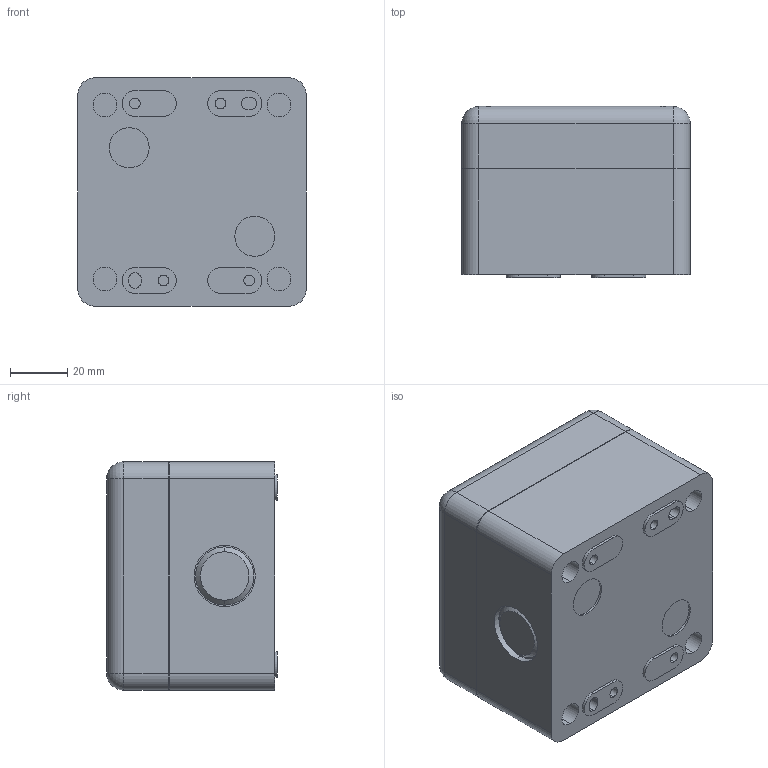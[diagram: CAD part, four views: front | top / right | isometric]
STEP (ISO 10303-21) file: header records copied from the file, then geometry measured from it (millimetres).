
FILE_DESCRIPTION (( 'STEP AP214' ), '1' );
FILE_NAME ('A22NZ_A_B01Y.step', '2014-06-23T06:42:29', ( 'OSMC2.0' ), ( ' ' ), 'SwSTEP 2.0', 'SolidWorks 2005204', '' );
FILE_SCHEMA (( 'AUTOMOTIVE_DESIGN' ));
Length unit declared in the file: millimetre
Products named in the file (1): A22NZ_A_B01Y
Bounding box: 80 x 59.9 x 80 mm (x, y, z)
Volume: 119490 mm3; surface area: 60314.9 mm2
Topology: 1 solids, 1 shells, 238 faces, 595 edges, 390 vertices
Faces by surface type: cylinder 113, plane 113, cone 8, sphere 4
Entity records: 8418 total; most frequent: CARTESIAN_POINT 1328, DIRECTION 1303, ORIENTED_EDGE 1182, EDGE_CURVE 591, AXIS2_PLACEMENT_3D 485, VERTEX_POINT 390, VECTOR 333, LINE 333
